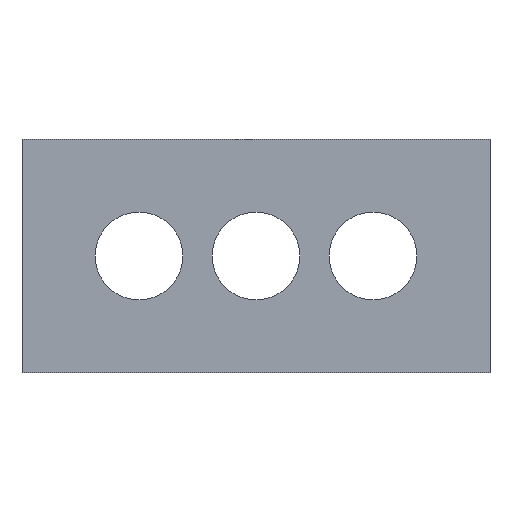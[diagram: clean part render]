
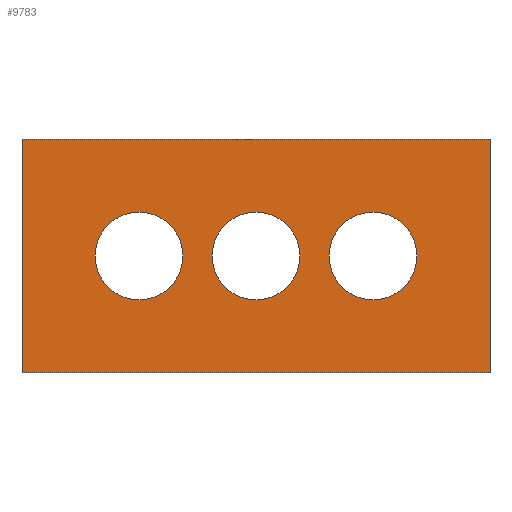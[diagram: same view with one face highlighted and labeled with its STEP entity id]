
A CAD part, front view. The second image highlights one B-rep face of the part: STEP entity #9783.
In plain terms, the highlighted planar face has unit normal (0, -1, 0).
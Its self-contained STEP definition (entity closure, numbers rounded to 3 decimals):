
#897=CARTESIAN_POINT('',(-40.,-208.0,7.5));
#898=VERTEX_POINT('',#897);
#907=CARTESIAN_POINT('',(-25.,-208.0,7.5));
#908=VERTEX_POINT('',#907);
#909=CARTESIAN_POINT('',(-32.5,-208.0,7.5));
#910=DIRECTION('',(0.0,1.0,0.0));
#911=DIRECTION('',(-1.0,0.0,0.0));
#912=AXIS2_PLACEMENT_3D('',#909,#910,#911);
#913=CIRCLE('',#912,7.5);
#914=EDGE_CURVE('',#908,#898,#913,.T.);
#939=CARTESIAN_POINT('',(0.,-208.0,7.5));
#940=VERTEX_POINT('',#939);
#949=CARTESIAN_POINT('',(15.,-208.0,7.5));
#950=VERTEX_POINT('',#949);
#951=CARTESIAN_POINT('',(7.5,-208.0,7.5));
#952=DIRECTION('',(0.0,1.0,0.0));
#953=DIRECTION('',(-1.0,0.0,0.0));
#954=AXIS2_PLACEMENT_3D('',#951,#952,#953);
#955=CIRCLE('',#954,7.5);
#956=EDGE_CURVE('',#950,#940,#955,.T.);
#981=CARTESIAN_POINT('',(-20.,-208.0,7.5));
#982=VERTEX_POINT('',#981);
#991=CARTESIAN_POINT('',(-5.,-208.0,7.5));
#992=VERTEX_POINT('',#991);
#993=CARTESIAN_POINT('',(-12.5,-208.0,7.5));
#994=DIRECTION('',(0.0,1.0,0.0));
#995=DIRECTION('',(-1.0,0.0,0.0));
#996=AXIS2_PLACEMENT_3D('',#993,#994,#995);
#997=CIRCLE('',#996,7.5);
#998=EDGE_CURVE('',#992,#982,#997,.T.);
#7992=CARTESIAN_POINT('',(-12.5,-208.0,7.5));
#7993=DIRECTION('',(0.0,1.0,0.0));
#7994=DIRECTION('',(-1.0,0.0,0.0));
#7995=AXIS2_PLACEMENT_3D('',#7992,#7993,#7994);
#7996=CIRCLE('',#7995,7.5);
#7997=EDGE_CURVE('',#982,#992,#7996,.T.);
#8016=CARTESIAN_POINT('',(7.5,-208.0,7.5));
#8017=DIRECTION('',(0.0,1.0,0.0));
#8018=DIRECTION('',(-1.0,0.0,0.0));
#8019=AXIS2_PLACEMENT_3D('',#8016,#8017,#8018);
#8020=CIRCLE('',#8019,7.5);
#8021=EDGE_CURVE('',#940,#950,#8020,.T.);
#8040=CARTESIAN_POINT('',(-32.5,-208.0,7.5));
#8041=DIRECTION('',(0.0,1.0,0.0));
#8042=DIRECTION('',(-1.0,0.0,0.0));
#8043=AXIS2_PLACEMENT_3D('',#8040,#8041,#8042);
#8044=CIRCLE('',#8043,7.5);
#8045=EDGE_CURVE('',#898,#908,#8044,.T.);
#9675=CARTESIAN_POINT('',(27.5,-208.0,27.5));
#9676=VERTEX_POINT('',#9675);
#9683=CARTESIAN_POINT('',(27.5,-208.0,-12.5));
#9684=VERTEX_POINT('',#9683);
#9685=CARTESIAN_POINT('',(27.5,-208.0,-12.5));
#9686=DIRECTION('',(0.0,0.0,1.0));
#9687=VECTOR('',#9686,40.0);
#9688=LINE('',#9685,#9687);
#9689=EDGE_CURVE('',#9684,#9676,#9688,.T.);
#9741=CARTESIAN_POINT('',(27.5,-208.0,-12.5));
#9742=DIRECTION('',(0.0,-1.0,0.0));
#9743=DIRECTION('',(0.0,0.0,-1.0));
#9744=AXIS2_PLACEMENT_3D('',#9741,#9742,#9743);
#9745=PLANE('',#9744);
#9746=CARTESIAN_POINT('',(-52.5,-208.0,27.5));
#9747=VERTEX_POINT('',#9746);
#9748=CARTESIAN_POINT('',(27.5,-208.0,27.5));
#9749=DIRECTION('',(-1.0,0.0,0.0));
#9750=VECTOR('',#9749,80.);
#9751=LINE('',#9748,#9750);
#9752=EDGE_CURVE('',#9676,#9747,#9751,.T.);
#9753=ORIENTED_EDGE('',*,*,#9752,.T.);
#9754=CARTESIAN_POINT('',(-52.5,-208.0,-12.5));
#9755=VERTEX_POINT('',#9754);
#9756=CARTESIAN_POINT('',(-52.5,-208.0,-12.5));
#9757=DIRECTION('',(0.0,0.0,1.0));
#9758=VECTOR('',#9757,40.0);
#9759=LINE('',#9756,#9758);
#9760=EDGE_CURVE('',#9755,#9747,#9759,.T.);
#9761=ORIENTED_EDGE('',*,*,#9760,.F.);
#9762=CARTESIAN_POINT('',(-52.5,-208.0,-12.5));
#9763=DIRECTION('',(1.0,0.0,0.0));
#9764=VECTOR('',#9763,80.);
#9765=LINE('',#9762,#9764);
#9766=EDGE_CURVE('',#9755,#9684,#9765,.T.);
#9767=ORIENTED_EDGE('',*,*,#9766,.T.);
#9768=ORIENTED_EDGE('',*,*,#9689,.T.);
#9769=EDGE_LOOP('',(#9753,#9761,#9767,#9768));
#9770=FACE_OUTER_BOUND('',#9769,.T.);
#9771=ORIENTED_EDGE('',*,*,#998,.T.);
#9772=ORIENTED_EDGE('',*,*,#7997,.T.);
#9773=EDGE_LOOP('',(#9771,#9772));
#9774=FACE_BOUND('',#9773,.T.);
#9775=ORIENTED_EDGE('',*,*,#956,.T.);
#9776=ORIENTED_EDGE('',*,*,#8021,.T.);
#9777=EDGE_LOOP('',(#9775,#9776));
#9778=FACE_BOUND('',#9777,.T.);
#9779=ORIENTED_EDGE('',*,*,#914,.T.);
#9780=ORIENTED_EDGE('',*,*,#8045,.T.);
#9781=EDGE_LOOP('',(#9779,#9780));
#9782=FACE_BOUND('',#9781,.T.);
#9783=ADVANCED_FACE('',(#9770,#9774,#9778,#9782),#9745,.T.);
